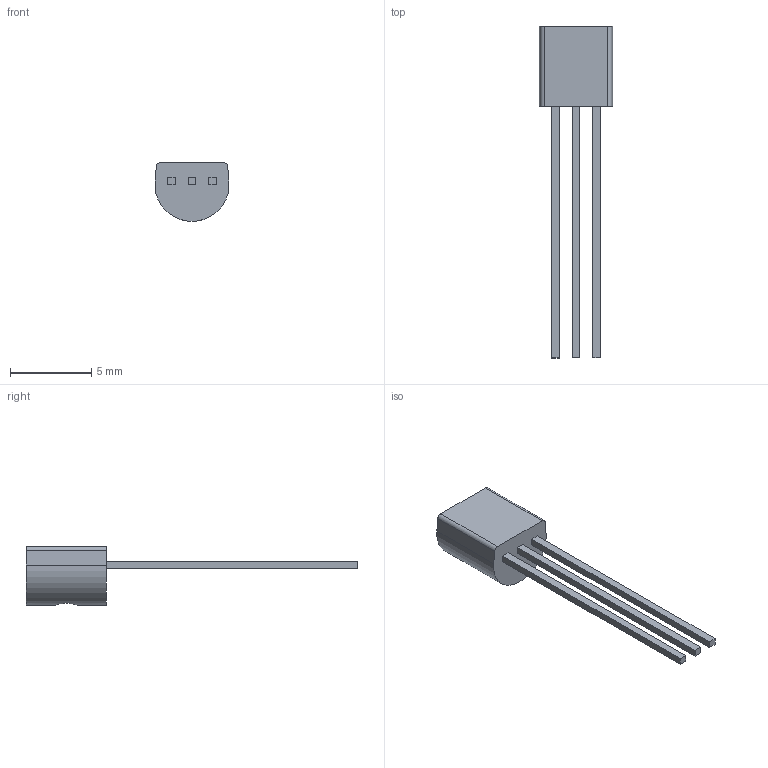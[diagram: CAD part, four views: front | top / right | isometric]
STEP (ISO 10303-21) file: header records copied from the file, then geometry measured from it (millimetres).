
FILE_DESCRIPTION (( 'STEP AP214' ), '1' );
FILE_NAME ('DS18B20.STEP', '2020-03-18T01:52:46', ( '' ), ( '' ), 'SwSTEP 2.0', 'SolidWorks 2017', '' );
FILE_SCHEMA (( 'AUTOMOTIVE_DESIGN' ));
Length unit declared in the file: inch
Products named in the file (1): DS18B20
Bounding box: 4.56 x 20.45 x 3.62 mm (x, y, z)
Volume: 79.5 mm3; surface area: 184.7 mm2
Topology: 4 solids, 4 shells, 30 faces, 66 edges, 44 vertices
Faces by surface type: plane 24, cylinder 6
Entity records: 919 total; most frequent: CARTESIAN_POINT 175, DIRECTION 134, ORIENTED_EDGE 132, EDGE_CURVE 66, VECTOR 52, LINE 52, VERTEX_POINT 44, AXIS2_PLACEMENT_3D 41
